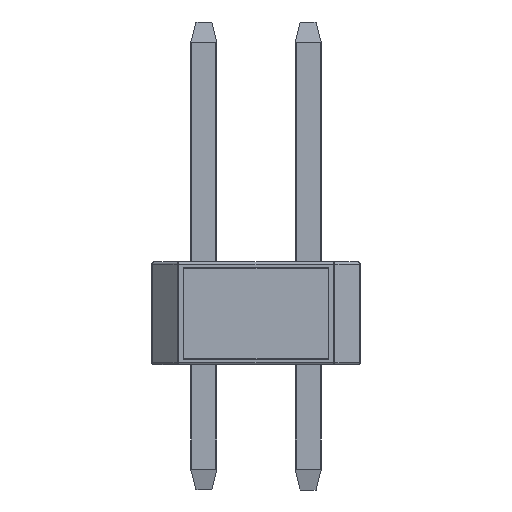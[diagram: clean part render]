
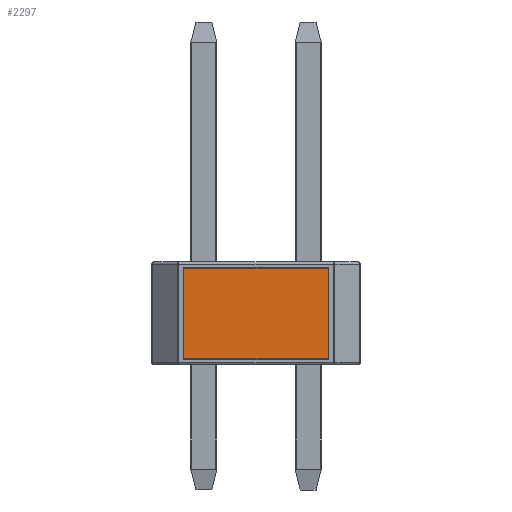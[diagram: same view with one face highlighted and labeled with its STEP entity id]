
A CAD part, left-side view. The second image highlights one B-rep face of the part: STEP entity #2297.
In plain terms, the highlighted planar face has unit normal (-1, 0, 0).
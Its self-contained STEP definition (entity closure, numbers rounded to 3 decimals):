
#346=FACE_OUTER_BOUND('',#472,.T.);
#472=EDGE_LOOP('',(#1874,#1875,#1876,#1877));
#611=LINE('',#3561,#827);
#612=LINE('',#3566,#828);
#615=LINE('',#3574,#831);
#617=LINE('',#3577,#833);
#827=VECTOR('',#2850,10.);
#828=VECTOR('',#2855,10.);
#831=VECTOR('',#2864,10.);
#833=VECTOR('',#2868,10.);
#1024=VERTEX_POINT('',#3558);
#1025=VERTEX_POINT('',#3560);
#1026=VERTEX_POINT('',#3564);
#1027=VERTEX_POINT('',#3565);
#1240=EDGE_CURVE('',#1025,#1024,#611,.T.);
#1242=EDGE_CURVE('',#1026,#1027,#612,.T.);
#1247=EDGE_CURVE('',#1024,#1026,#615,.T.);
#1249=EDGE_CURVE('',#1027,#1025,#617,.T.);
#1874=ORIENTED_EDGE('',*,*,#1247,.T.);
#1875=ORIENTED_EDGE('',*,*,#1242,.T.);
#1876=ORIENTED_EDGE('',*,*,#1249,.T.);
#1877=ORIENTED_EDGE('',*,*,#1240,.T.);
#2060=PLANE('',#2543);
#2297=ADVANCED_FACE('',(#346),#2060,.T.);
#2543=AXIS2_PLACEMENT_3D('',#3775,#3119,#3120);
#2850=DIRECTION('',(0.,1.,0.));
#2855=DIRECTION('',(0.,-1.,0.));
#2864=DIRECTION('',(0.,0.,-1.));
#2868=DIRECTION('',(0.,0.,1.));
#3119=DIRECTION('center_axis',(-1.,0.,0.));
#3120=DIRECTION('ref_axis',(0.,0.,1.));
#3558=CARTESIAN_POINT('',(-1.27,3.023,2.35));
#3560=CARTESIAN_POINT('',(-1.27,-0.488,2.35));
#3561=CARTESIAN_POINT('',(-1.27,3.023,2.35));
#3564=CARTESIAN_POINT('',(-1.27,3.023,0.15));
#3565=CARTESIAN_POINT('',(-1.27,-0.488,0.15));
#3566=CARTESIAN_POINT('',(-1.27,-0.488,0.15));
#3574=CARTESIAN_POINT('',(-1.27,3.023,0.15));
#3577=CARTESIAN_POINT('',(-1.27,-0.488,2.35));
#3775=CARTESIAN_POINT('Origin',(-1.27,1.268,1.25));
